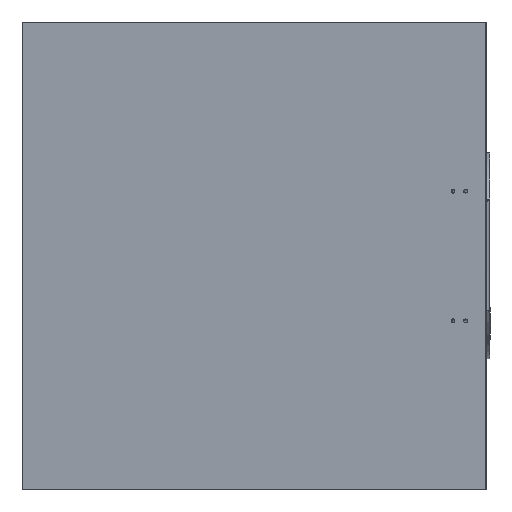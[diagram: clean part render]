
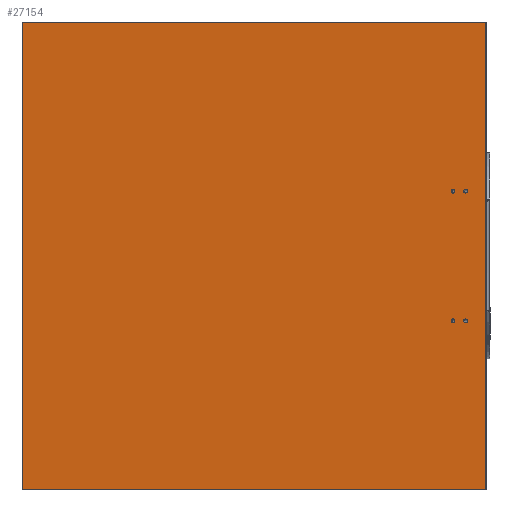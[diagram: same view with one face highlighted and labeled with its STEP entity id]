
A CAD part, left-side view. The second image highlights one B-rep face of the part: STEP entity #27154.
In plain terms, the highlighted face is planar.
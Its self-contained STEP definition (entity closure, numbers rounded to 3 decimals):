
#484 = DIRECTION ( 'NONE',  ( 0., 0., 1. ) ) ;
#543 = VERTEX_POINT ( 'NONE', #33174 ) ;
#1082 = CARTESIAN_POINT ( 'NONE',  ( -41., -126.997, 5. ) ) ;
#1193 = ORIENTED_EDGE ( 'NONE', *, *, #18974, .T. ) ;
#1295 = CARTESIAN_POINT ( 'NONE',  ( 42.25, -134.997, 5. ) ) ;
#1395 = DIRECTION ( 'NONE',  ( 0., 0., 1. ) ) ;
#1995 = EDGE_CURVE ( 'NONE', #22300, #17375, #43712, .T. ) ;
#2897 = DIRECTION ( 'NONE',  ( 0., 0., 1. ) ) ;
#3260 = DIRECTION ( 'NONE',  ( 0., 0., -1. ) ) ;
#3406 = CARTESIAN_POINT ( 'NONE',  ( -42.25, -134.997, 5. ) ) ;
#3672 = EDGE_CURVE ( 'NONE', #22258, #38739, #36533, .T. ) ;
#3942 = CARTESIAN_POINT ( 'NONE',  ( -41., -134.997, 5. ) ) ;
#4920 = CARTESIAN_POINT ( 'NONE',  ( 39.75, -134.997, 5. ) ) ;
#5088 = CARTESIAN_POINT ( 'NONE',  ( 0., 0., 5. ) ) ;
#6457 = CARTESIAN_POINT ( 'NONE',  ( -147.5, -147.5, 5. ) ) ;
#6682 = LINE ( 'NONE', #6457, #25064 ) ;
#6928 = EDGE_CURVE ( 'NONE', #26802, #21245, #16645, .T. ) ;
#7683 = CARTESIAN_POINT ( 'NONE',  ( 41., -126.997, 5. ) ) ;
#7849 = EDGE_CURVE ( 'NONE', #543, #42021, #36572, .T. ) ;
#8973 = AXIS2_PLACEMENT_3D ( 'NONE', #19577, #12070, #23243 ) ;
#10156 = AXIS2_PLACEMENT_3D ( 'NONE', #36850, #22701, #36615 ) ;
#10452 = ORIENTED_EDGE ( 'NONE', *, *, #14595, .T. ) ;
#10578 = CIRCLE ( 'NONE', #35333, 1.25 ) ;
#11196 = DIRECTION ( 'NONE',  ( 0., 0., 1. ) ) ;
#11307 = CIRCLE ( 'NONE', #39753, 1.25 ) ;
#11346 = DIRECTION ( 'NONE',  ( 0., 0., -1. ) ) ;
#12070 = DIRECTION ( 'NONE',  ( 0., 0., -1. ) ) ;
#12208 = AXIS2_PLACEMENT_3D ( 'NONE', #30538, #2897, #13212 ) ;
#12522 = EDGE_CURVE ( 'NONE', #17375, #22300, #27926, .T. ) ;
#12545 = ORIENTED_EDGE ( 'NONE', *, *, #6928, .T. ) ;
#13212 = DIRECTION ( 'NONE',  ( 1., 0., 0. ) ) ;
#13283 = CARTESIAN_POINT ( 'NONE',  ( 147.5, 147.5, 5. ) ) ;
#13770 = DIRECTION ( 'NONE',  ( -1., 0., 0. ) ) ;
#13855 = CARTESIAN_POINT ( 'NONE',  ( -42.25, -126.997, 5. ) ) ;
#14595 = EDGE_CURVE ( 'NONE', #43879, #32784, #6682, .T. ) ;
#14745 = DIRECTION ( 'NONE',  ( -1., 0., 0. ) ) ;
#15039 = DIRECTION ( 'NONE',  ( 0., 0., 1. ) ) ;
#15120 = DIRECTION ( 'NONE',  ( 1., 0., 0. ) ) ;
#15350 = DIRECTION ( 'NONE',  ( 1., 0., 0. ) ) ;
#15470 = CARTESIAN_POINT ( 'NONE',  ( 147.5, -147.5, 5. ) ) ;
#16645 = LINE ( 'NONE', #41778, #24206 ) ;
#17375 = VERTEX_POINT ( 'NONE', #1295 ) ;
#17570 = AXIS2_PLACEMENT_3D ( 'NONE', #1082, #15039, #42933 ) ;
#17630 = EDGE_LOOP ( 'NONE', ( #28636, #28453 ) ) ;
#18299 = CIRCLE ( 'NONE', #17570, 1.25 ) ;
#18934 = ORIENTED_EDGE ( 'NONE', *, *, #3672, .F. ) ;
#18974 = EDGE_CURVE ( 'NONE', #32784, #26802, #28923, .T. ) ;
#19577 = CARTESIAN_POINT ( 'NONE',  ( 41., -134.997, 5. ) ) ;
#19992 = EDGE_LOOP ( 'NONE', ( #37623, #37572 ) ) ;
#20763 = EDGE_LOOP ( 'NONE', ( #37820, #40200 ) ) ;
#20956 = DIRECTION ( 'NONE',  ( 1., 0., 0. ) ) ;
#21178 = CARTESIAN_POINT ( 'NONE',  ( 147.5, -147.5, 5. ) ) ;
#21245 = VERTEX_POINT ( 'NONE', #30741 ) ;
#22258 = VERTEX_POINT ( 'NONE', #43528 ) ;
#22300 = VERTEX_POINT ( 'NONE', #4920 ) ;
#22342 = CARTESIAN_POINT ( 'NONE',  ( -39.75, -126.997, 5. ) ) ;
#22359 = VECTOR ( 'NONE', #20956, 1000. ) ;
#22701 = DIRECTION ( 'NONE',  ( 0., 0., -1. ) ) ;
#22884 = VERTEX_POINT ( 'NONE', #22342 ) ;
#23243 = DIRECTION ( 'NONE',  ( -1., 0., 0. ) ) ;
#23571 = VECTOR ( 'NONE', #42265, 1000. ) ;
#23862 = EDGE_LOOP ( 'NONE', ( #10452, #1193, #12545, #29014 ) ) ;
#24206 = VECTOR ( 'NONE', #41549, 1000. ) ;
#25064 = VECTOR ( 'NONE', #27893, 1000. ) ;
#25130 = CARTESIAN_POINT ( 'NONE',  ( -147.5, 147.5, 5. ) ) ;
#25325 = EDGE_LOOP ( 'NONE', ( #18934, #42922 ) ) ;
#26802 = VERTEX_POINT ( 'NONE', #15470 ) ;
#27154 = ADVANCED_FACE ( 'NONE', ( #33378, #39831, #36585, #36357, #29736 ), #32696, .T. ) ;
#27893 = DIRECTION ( 'NONE',  ( 0., -1., 0. ) ) ;
#27926 = CIRCLE ( 'NONE', #8973, 1.25 ) ;
#28143 = VERTEX_POINT ( 'NONE', #13855 ) ;
#28325 = EDGE_CURVE ( 'NONE', #42021, #543, #10578, .T. ) ;
#28453 = ORIENTED_EDGE ( 'NONE', *, *, #31922, .F. ) ;
#28636 = ORIENTED_EDGE ( 'NONE', *, *, #38888, .F. ) ;
#28750 = DIRECTION ( 'NONE',  ( 1., 0., 0. ) ) ;
#28923 = LINE ( 'NONE', #21178, #22359 ) ;
#29014 = ORIENTED_EDGE ( 'NONE', *, *, #40357, .T. ) ;
#29736 = FACE_BOUND ( 'NONE', #20763, .T. ) ;
#30432 = CIRCLE ( 'NONE', #12208, 1.25 ) ;
#30538 = CARTESIAN_POINT ( 'NONE',  ( -41., -126.997, 5. ) ) ;
#30741 = CARTESIAN_POINT ( 'NONE',  ( 147.5, 147.5, 5. ) ) ;
#31922 = EDGE_CURVE ( 'NONE', #28143, #22884, #30432, .T. ) ;
#32696 = PLANE ( 'NONE',  #42576 ) ;
#32784 = VERTEX_POINT ( 'NONE', #44617 ) ;
#33174 = CARTESIAN_POINT ( 'NONE',  ( 42.25, -126.997, 5. ) ) ;
#33378 = FACE_BOUND ( 'NONE', #19992, .T. ) ;
#34546 = CARTESIAN_POINT ( 'NONE',  ( 41., -126.997, 5. ) ) ;
#35333 = AXIS2_PLACEMENT_3D ( 'NONE', #7683, #11346, #14745 ) ;
#35858 = AXIS2_PLACEMENT_3D ( 'NONE', #34546, #3260, #13770 ) ;
#36183 = CARTESIAN_POINT ( 'NONE',  ( 39.75, -126.997, 5. ) ) ;
#36357 = FACE_BOUND ( 'NONE', #17630, .T. ) ;
#36533 = CIRCLE ( 'NONE', #38781, 1.25 ) ;
#36572 = CIRCLE ( 'NONE', #35858, 1.25 ) ;
#36585 = FACE_OUTER_BOUND ( 'NONE', #23862, .T. ) ;
#36615 = DIRECTION ( 'NONE',  ( -1., 0., 0. ) ) ;
#36850 = CARTESIAN_POINT ( 'NONE',  ( 41., -134.997, 5. ) ) ;
#37572 = ORIENTED_EDGE ( 'NONE', *, *, #28325, .T. ) ;
#37623 = ORIENTED_EDGE ( 'NONE', *, *, #7849, .T. ) ;
#37820 = ORIENTED_EDGE ( 'NONE', *, *, #12522, .T. ) ;
#38739 = VERTEX_POINT ( 'NONE', #3406 ) ;
#38781 = AXIS2_PLACEMENT_3D ( 'NONE', #42496, #11196, #28750 ) ;
#38888 = EDGE_CURVE ( 'NONE', #22884, #28143, #18299, .T. ) ;
#39753 = AXIS2_PLACEMENT_3D ( 'NONE', #3942, #484, #15120 ) ;
#39831 = FACE_BOUND ( 'NONE', #25325, .T. ) ;
#40200 = ORIENTED_EDGE ( 'NONE', *, *, #1995, .T. ) ;
#40357 = EDGE_CURVE ( 'NONE', #21245, #43879, #44572, .T. ) ;
#41549 = DIRECTION ( 'NONE',  ( 0., 1., 0. ) ) ;
#41778 = CARTESIAN_POINT ( 'NONE',  ( 147.5, -147.5, 5. ) ) ;
#42021 = VERTEX_POINT ( 'NONE', #36183 ) ;
#42265 = DIRECTION ( 'NONE',  ( -1., 0., 0. ) ) ;
#42496 = CARTESIAN_POINT ( 'NONE',  ( -41., -134.997, 5. ) ) ;
#42576 = AXIS2_PLACEMENT_3D ( 'NONE', #5088, #1395, #15350 ) ;
#42922 = ORIENTED_EDGE ( 'NONE', *, *, #43419, .F. ) ;
#42933 = DIRECTION ( 'NONE',  ( 1., 0., 0. ) ) ;
#43419 = EDGE_CURVE ( 'NONE', #38739, #22258, #11307, .T. ) ;
#43528 = CARTESIAN_POINT ( 'NONE',  ( -39.75, -134.997, 5. ) ) ;
#43712 = CIRCLE ( 'NONE', #10156, 1.25 ) ;
#43879 = VERTEX_POINT ( 'NONE', #25130 ) ;
#44572 = LINE ( 'NONE', #13283, #23571 ) ;
#44617 = CARTESIAN_POINT ( 'NONE',  ( -147.5, -147.5, 5. ) ) ;
